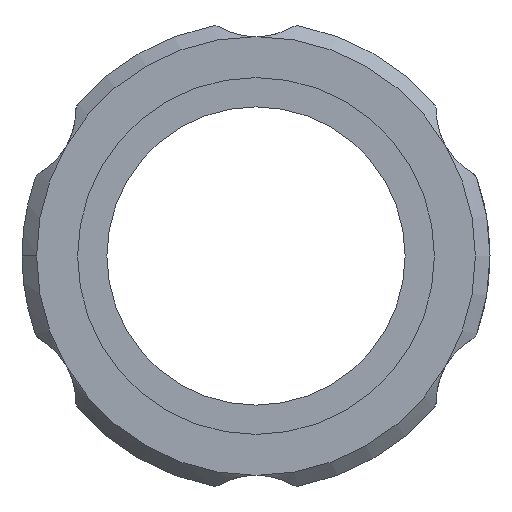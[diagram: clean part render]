
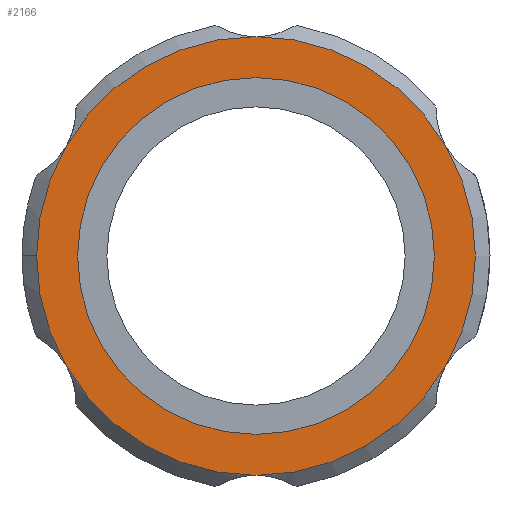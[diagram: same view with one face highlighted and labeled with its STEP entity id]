
A CAD part, front view. The second image highlights one B-rep face of the part: STEP entity #2166.
In plain terms, the highlighted planar face has unit normal (0, -1, 0).
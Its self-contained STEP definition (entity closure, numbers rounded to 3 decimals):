
#23 = EDGE_CURVE ( 'NONE', #1343, #1686, #2504, .T. ) ;
#24 = ORIENTED_EDGE ( 'NONE', *, *, #167, .F. ) ;
#53 = CARTESIAN_POINT ( 'NONE',  ( -30.5, -97.994, 0. ) ) ;
#104 = CARTESIAN_POINT ( 'NONE',  ( 32.476, -97.994, -18.75 ) ) ;
#108 = DIRECTION ( 'NONE',  ( -1., 0., 0. ) ) ;
#112 = DIRECTION ( 'NONE',  ( 0., 1., 0. ) ) ;
#123 = DIRECTION ( 'NONE',  ( 0., 1., 0. ) ) ;
#167 = EDGE_CURVE ( 'NONE', #1630, #568, #1517, .T. ) ;
#184 = DIRECTION ( 'NONE',  ( -1., 0., 0. ) ) ;
#186 = DIRECTION ( 'NONE',  ( 1., 0., 0. ) ) ;
#203 = CARTESIAN_POINT ( 'NONE',  ( 0., -97.994, 0. ) ) ;
#209 = CARTESIAN_POINT ( 'NONE',  ( 32.476, -97.994, 18.75 ) ) ;
#240 = FACE_BOUND ( 'NONE', #3279, .T. ) ;
#278 = AXIS2_PLACEMENT_3D ( 'NONE', #2289, #2821, #1487 ) ;
#313 = CIRCLE ( 'NONE', #1883, 37.5 ) ;
#332 = CARTESIAN_POINT ( 'NONE',  ( 30.5, -97.994, 0. ) ) ;
#421 = ORIENTED_EDGE ( 'NONE', *, *, #23, .F. ) ;
#446 = VERTEX_POINT ( 'NONE', #104 ) ;
#524 = CIRCLE ( 'NONE', #1201, 30.5 ) ;
#568 = VERTEX_POINT ( 'NONE', #2327 ) ;
#607 = CARTESIAN_POINT ( 'NONE',  ( 0., -97.994, 0. ) ) ;
#803 = CARTESIAN_POINT ( 'NONE',  ( -37.5, -97.994, 0. ) ) ;
#818 = VERTEX_POINT ( 'NONE', #209 ) ;
#871 = CARTESIAN_POINT ( 'NONE',  ( 0., -97.994, 0. ) ) ;
#890 = ORIENTED_EDGE ( 'NONE', *, *, #2313, .F. ) ;
#1045 = ORIENTED_EDGE ( 'NONE', *, *, #1332, .F. ) ;
#1064 = ORIENTED_EDGE ( 'NONE', *, *, #1167, .T. ) ;
#1167 = EDGE_CURVE ( 'NONE', #1592, #2699, #2955, .T. ) ;
#1169 = EDGE_CURVE ( 'NONE', #1686, #818, #313, .T. ) ;
#1201 = AXIS2_PLACEMENT_3D ( 'NONE', #2924, #2389, #3169 ) ;
#1219 = CARTESIAN_POINT ( 'NONE',  ( 0., -97.994, 0. ) ) ;
#1250 = CARTESIAN_POINT ( 'NONE',  ( 0., -97.994, 37.5 ) ) ;
#1297 = DIRECTION ( 'NONE',  ( 0., 1., 0. ) ) ;
#1325 = AXIS2_PLACEMENT_3D ( 'NONE', #2651, #1807, #1527 ) ;
#1332 = EDGE_CURVE ( 'NONE', #568, #1343, #1944, .T. ) ;
#1343 = VERTEX_POINT ( 'NONE', #1718 ) ;
#1356 = AXIS2_PLACEMENT_3D ( 'NONE', #803, #2368, #186 ) ;
#1401 = CARTESIAN_POINT ( 'NONE',  ( -32.476, -97.994, -18.75 ) ) ;
#1487 = DIRECTION ( 'NONE',  ( -1., 0., 0. ) ) ;
#1504 = EDGE_LOOP ( 'NONE', ( #1705, #1525, #890, #2294, #421, #1045, #24 ) ) ;
#1517 = CIRCLE ( 'NONE', #278, 37.5 ) ;
#1525 = ORIENTED_EDGE ( 'NONE', *, *, #2858, .F. ) ;
#1527 = DIRECTION ( 'NONE',  ( -1., 0., 0. ) ) ;
#1592 = VERTEX_POINT ( 'NONE', #53 ) ;
#1630 = VERTEX_POINT ( 'NONE', #1401 ) ;
#1642 = CIRCLE ( 'NONE', #2481, 37.5 ) ;
#1678 = CIRCLE ( 'NONE', #3083, 37.5 ) ;
#1686 = VERTEX_POINT ( 'NONE', #1250 ) ;
#1688 = DIRECTION ( 'NONE',  ( -1., 0., 0. ) ) ;
#1705 = ORIENTED_EDGE ( 'NONE', *, *, #3439, .F. ) ;
#1718 = CARTESIAN_POINT ( 'NONE',  ( -32.476, -97.994, 18.75 ) ) ;
#1807 = DIRECTION ( 'NONE',  ( 0., 1., 0. ) ) ;
#1827 = AXIS2_PLACEMENT_3D ( 'NONE', #203, #3246, #2719 ) ;
#1830 = CARTESIAN_POINT ( 'NONE',  ( 0., -97.994, -37.5 ) ) ;
#1836 = VERTEX_POINT ( 'NONE', #1830 ) ;
#1883 = AXIS2_PLACEMENT_3D ( 'NONE', #3129, #1297, #184 ) ;
#1892 = EDGE_CURVE ( 'NONE', #2699, #1592, #524, .T. ) ;
#1942 = DIRECTION ( 'NONE',  ( 0., 1., 0. ) ) ;
#1944 = CIRCLE ( 'NONE', #2332, 37.5 ) ;
#2166 = ADVANCED_FACE ( 'NONE', ( #240, #2385 ), #2675, .T. ) ;
#2201 = DIRECTION ( 'NONE',  ( -1., 0., 0. ) ) ;
#2289 = CARTESIAN_POINT ( 'NONE',  ( 0., -97.994, 0. ) ) ;
#2294 = ORIENTED_EDGE ( 'NONE', *, *, #1169, .F. ) ;
#2313 = EDGE_CURVE ( 'NONE', #818, #446, #1642, .T. ) ;
#2327 = CARTESIAN_POINT ( 'NONE',  ( -37.5, -97.994, 0. ) ) ;
#2332 = AXIS2_PLACEMENT_3D ( 'NONE', #607, #1942, #1688 ) ;
#2368 = DIRECTION ( 'NONE',  ( 0., -1., 0. ) ) ;
#2385 = FACE_OUTER_BOUND ( 'NONE', #1504, .T. ) ;
#2389 = DIRECTION ( 'NONE',  ( 0., 1., 0. ) ) ;
#2440 = DIRECTION ( 'NONE',  ( -1., 0., 0. ) ) ;
#2477 = DIRECTION ( 'NONE',  ( 0., 1., 0. ) ) ;
#2481 = AXIS2_PLACEMENT_3D ( 'NONE', #2746, #2477, #2440 ) ;
#2504 = CIRCLE ( 'NONE', #3236, 37.5 ) ;
#2651 = CARTESIAN_POINT ( 'NONE',  ( 0., -97.994, 0. ) ) ;
#2675 = PLANE ( 'NONE',  #1356 ) ;
#2699 = VERTEX_POINT ( 'NONE', #332 ) ;
#2719 = DIRECTION ( 'NONE',  ( -1., 0., 0. ) ) ;
#2746 = CARTESIAN_POINT ( 'NONE',  ( 0., -97.994, 0. ) ) ;
#2791 = CIRCLE ( 'NONE', #1325, 37.5 ) ;
#2821 = DIRECTION ( 'NONE',  ( 0., 1., 0. ) ) ;
#2858 = EDGE_CURVE ( 'NONE', #446, #1836, #2791, .T. ) ;
#2924 = CARTESIAN_POINT ( 'NONE',  ( 0., -97.994, 0. ) ) ;
#2955 = CIRCLE ( 'NONE', #1827, 30.5 ) ;
#3083 = AXIS2_PLACEMENT_3D ( 'NONE', #1219, #123, #108 ) ;
#3129 = CARTESIAN_POINT ( 'NONE',  ( 0., -97.994, 0. ) ) ;
#3169 = DIRECTION ( 'NONE',  ( -1., 0., 0. ) ) ;
#3236 = AXIS2_PLACEMENT_3D ( 'NONE', #871, #112, #2201 ) ;
#3246 = DIRECTION ( 'NONE',  ( 0., 1., 0. ) ) ;
#3279 = EDGE_LOOP ( 'NONE', ( #1064, #3405 ) ) ;
#3405 = ORIENTED_EDGE ( 'NONE', *, *, #1892, .T. ) ;
#3439 = EDGE_CURVE ( 'NONE', #1836, #1630, #1678, .T. ) ;
